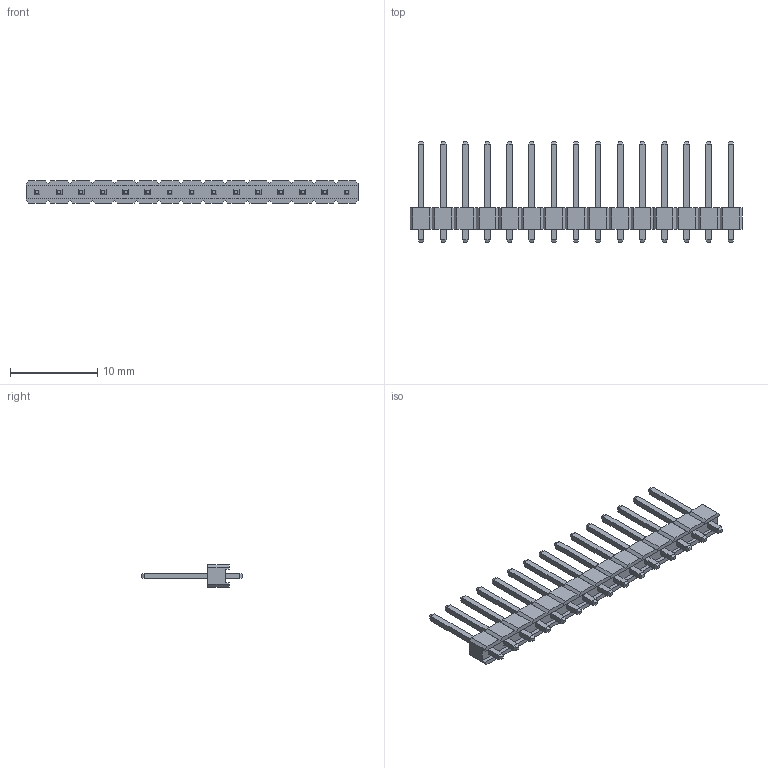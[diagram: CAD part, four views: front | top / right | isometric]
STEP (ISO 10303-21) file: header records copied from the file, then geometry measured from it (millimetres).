
FILE_DESCRIPTION (( 'STEP AP214' ), '1' );
FILE_NAME ('0_15_WA12081534135794.step', '2006-12-08T20:34:13', ( 'sysAdmin' ), ( 'SolidWorks' ), 'SwSTEP 2.0', 'SolidWorks 2007', '' );
FILE_SCHEMA (( 'AUTOMOTIVE_DESIGN' ));
Length unit declared in the file: millimetre
Products named in the file (1): 0_15_WA12081534135794
Bounding box: 38.1 x 11.6 x 2.54 mm (x, y, z)
Volume: 268.2 mm3; surface area: 798.4 mm2
Topology: 1 solids, 1 shells, 368 faces, 888 edges, 552 vertices
Faces by surface type: plane 368
Entity records: 11433 total; most frequent: CARTESIAN_POINT 1809, ORIENTED_EDGE 1776, DIRECTION 1626, LINE 888, VECTOR 888, EDGE_CURVE 888, VERTEX_POINT 552, EDGE_LOOP 398
